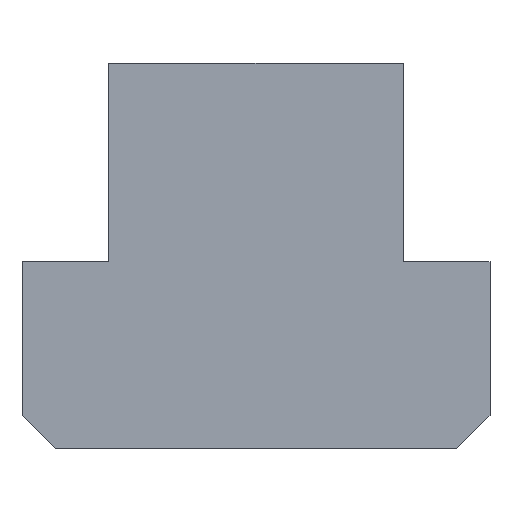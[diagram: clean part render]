
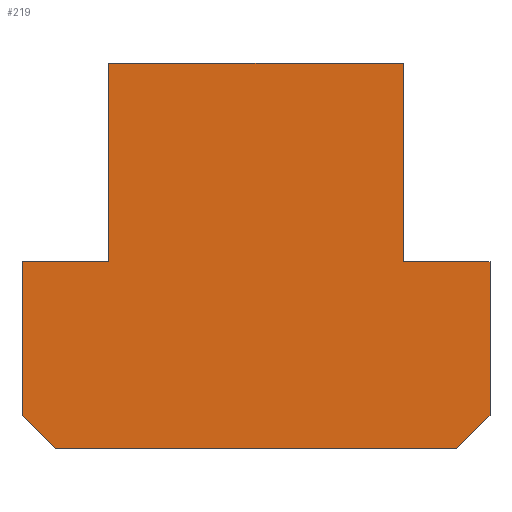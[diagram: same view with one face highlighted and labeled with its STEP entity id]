
A CAD part, front view. The second image highlights one B-rep face of the part: STEP entity #219.
In plain terms, the highlighted planar face has unit normal (0, -1, 0).
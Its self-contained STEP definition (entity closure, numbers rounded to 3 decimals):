
#109=EDGE_CURVE('',#147,#133,#291,.T.);
#111=EDGE_CURVE('',#133,#237,#293,.T.);
#127=EDGE_CURVE('',#203,#159,#310,.T.);
#133=VERTEX_POINT('',#316);
#145=EDGE_CURVE('',#159,#147,#329,.T.);
#147=VERTEX_POINT('',#331);
#151=VERTEX_POINT('',#335);
#159=VERTEX_POINT('',#345);
#163=EDGE_CURVE('',#175,#203,#349,.T.);
#173=EDGE_CURVE('',#211,#151,#360,.T.);
#175=VERTEX_POINT('',#362);
#177=EDGE_CURVE('',#151,#175,#364,.T.);
#203=VERTEX_POINT('',#392);
#211=VERTEX_POINT('',#400);
#213=EDGE_CURVE('',#269,#211,#402,.T.);
#219=ADVANCED_FACE('',(#409),#410,.T.);
#229=EDGE_CURVE('',#237,#253,#421,.T.);
#237=VERTEX_POINT('',#431);
#245=EDGE_CURVE('',#253,#269,#442,.T.);
#253=VERTEX_POINT('',#450);
#269=VERTEX_POINT('',#469);
#291=LINE('',#482,#483);
#293=LINE('',#486,#487);
#310=LINE('',#510,#511);
#316=CARTESIAN_POINT('',(42.5,-42.5,0.));
#329=LINE('',#536,#537);
#331=CARTESIAN_POINT('',(26.7,-42.5,0.));
#335=CARTESIAN_POINT('',(-42.5,-42.5,0.));
#345=CARTESIAN_POINT('',(26.7,-42.5,36.0));
#349=LINE('',#562,#563);
#360=LINE('',#579,#580);
#362=CARTESIAN_POINT('',(-26.7,-42.5,0.));
#364=LINE('',#585,#586);
#392=CARTESIAN_POINT('',(-26.7,-42.5,36.0));
#400=CARTESIAN_POINT('',(-42.5,-42.5,-28.0));
#402=LINE('',#640,#641);
#409=FACE_OUTER_BOUND('',#648,.T.);
#410=PLANE('',#649);
#421=LINE('',#667,#668);
#431=CARTESIAN_POINT('',(42.5,-42.5,-28.0));
#442=LINE('',#692,#693);
#450=CARTESIAN_POINT('',(36.5,-42.5,-34.0));
#469=CARTESIAN_POINT('',(-36.5,-42.5,-34.0));
#482=CARTESIAN_POINT('',(42.5,-42.5,0.));
#483=VECTOR('',#736,1.0);
#486=CARTESIAN_POINT('',(42.5,-42.5,-28.0));
#487=VECTOR('',#737,1.0);
#510=CARTESIAN_POINT('',(26.7,-42.5,36.0));
#511=VECTOR('',#750,1.0);
#536=CARTESIAN_POINT('',(26.7,-42.5,0.));
#537=VECTOR('',#764,1.0);
#562=CARTESIAN_POINT('',(-26.7,-42.5,36.0));
#563=VECTOR('',#782,1.0);
#579=CARTESIAN_POINT('',(-42.5,-42.5,0.));
#580=VECTOR('',#793,1.0);
#585=CARTESIAN_POINT('',(-26.7,-42.5,0.));
#586=VECTOR('',#794,1.0);
#640=CARTESIAN_POINT('',(-42.5,-42.5,-28.0));
#641=VECTOR('',#826,1.0);
#648=EDGE_LOOP('',(#836,#837,#838,#839,#840,#841,#842,#843,#844,#845));
#649=AXIS2_PLACEMENT_3D('',#846,#847,#848);
#667=CARTESIAN_POINT('',(36.5,-42.5,-34.0));
#668=VECTOR('',#860,1.0);
#692=CARTESIAN_POINT('',(-36.5,-42.5,-34.0));
#693=VECTOR('',#902,1.0);
#736=DIRECTION('',(1.0,0.0,0.0));
#737=DIRECTION('',(0.0,0.,-1.0));
#750=DIRECTION('',(1.0,0.0,0.0));
#764=DIRECTION('',(0.0,0.,-1.0));
#782=DIRECTION('',(0.0,0.,1.0));
#793=DIRECTION('',(0.0,0.,1.0));
#794=DIRECTION('',(1.0,0.0,0.0));
#826=DIRECTION('',(-0.707,0.,0.707));
#836=ORIENTED_EDGE('',*,*,#229,.F.);
#837=ORIENTED_EDGE('',*,*,#111,.F.);
#838=ORIENTED_EDGE('',*,*,#109,.F.);
#839=ORIENTED_EDGE('',*,*,#145,.F.);
#840=ORIENTED_EDGE('',*,*,#127,.F.);
#841=ORIENTED_EDGE('',*,*,#163,.F.);
#842=ORIENTED_EDGE('',*,*,#177,.F.);
#843=ORIENTED_EDGE('',*,*,#173,.F.);
#844=ORIENTED_EDGE('',*,*,#213,.F.);
#845=ORIENTED_EDGE('',*,*,#245,.F.);
#846=CARTESIAN_POINT('',(0.,-42.5,-1.894));
#847=DIRECTION('',(0.0,-1.0,0.));
#848=DIRECTION('',(1.0,0.0,0.0));
#860=DIRECTION('',(-0.707,0.,-0.707));
#902=DIRECTION('',(-1.0,0.0,0.0));
